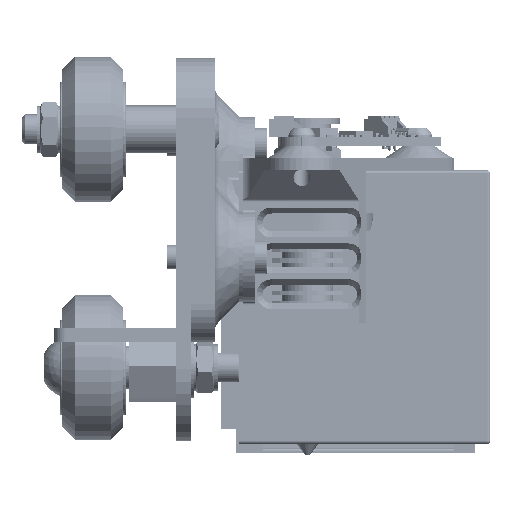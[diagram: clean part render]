
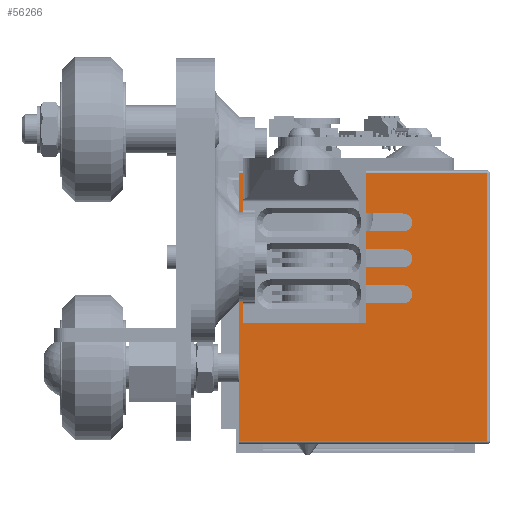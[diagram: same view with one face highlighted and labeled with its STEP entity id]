
A CAD part, left-side view. The second image highlights one B-rep face of the part: STEP entity #56266.
In plain terms, the highlighted face is planar.
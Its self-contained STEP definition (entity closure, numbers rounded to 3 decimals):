
#5203=FACE_BOUND('',#11111,.T.);
#5204=FACE_BOUND('',#11112,.T.);
#5205=FACE_BOUND('',#11113,.T.);
#5703=PLANE('',#60329);
#7890=FACE_OUTER_BOUND('',#11110,.T.);
#11110=EDGE_LOOP('',(#41742,#41743,#41744,#41745,#41746,#41747,#41748,#41749));
#11111=EDGE_LOOP('',(#41750,#41751,#41752,#41753));
#11112=EDGE_LOOP('',(#41754,#41755,#41756,#41757));
#11113=EDGE_LOOP('',(#41758,#41759,#41760,#41761));
#14758=LINE('',#81558,#20071);
#14760=LINE('',#81562,#20073);
#14766=LINE('',#81580,#20079);
#14780=LINE('',#81625,#20093);
#14807=LINE('',#81702,#20120);
#14832=LINE('',#81772,#20145);
#14833=LINE('',#81774,#20146);
#14834=LINE('',#81775,#20147);
#14835=LINE('',#81777,#20148);
#14836=LINE('',#81780,#20149);
#14837=LINE('',#81782,#20150);
#14838=LINE('',#81785,#20151);
#14839=LINE('',#81787,#20152);
#14840=LINE('',#81790,#20153);
#20071=VECTOR('',#66166,1000.);
#20073=VECTOR('',#66170,1000.);
#20079=VECTOR('',#66184,1000.);
#20093=VECTOR('',#66242,1000.);
#20120=VECTOR('',#66333,1000.);
#20145=VECTOR('',#66414,1000.);
#20146=VECTOR('',#66415,1000.);
#20147=VECTOR('',#66416,1000.);
#20148=VECTOR('',#66417,1000.);
#20149=VECTOR('',#66420,1000.);
#20150=VECTOR('',#66421,1000.);
#20151=VECTOR('',#66424,1000.);
#20152=VECTOR('',#66425,1000.);
#20153=VECTOR('',#66428,1000.);
#25307=CIRCLE('',#60149,1.5);
#25309=CIRCLE('',#60152,1.5);
#25311=CIRCLE('',#60155,1.5);
#25409=CIRCLE('',#60330,1.5);
#25410=CIRCLE('',#60331,1.5);
#25411=CIRCLE('',#60332,1.5);
#27248=VERTEX_POINT('',#81270);
#27249=VERTEX_POINT('',#81271);
#27252=VERTEX_POINT('',#81279);
#27253=VERTEX_POINT('',#81280);
#27256=VERTEX_POINT('',#81288);
#27257=VERTEX_POINT('',#81289);
#27368=VERTEX_POINT('',#81554);
#27369=VERTEX_POINT('',#81556);
#27370=VERTEX_POINT('',#81560);
#27377=VERTEX_POINT('',#81577);
#27378=VERTEX_POINT('',#81579);
#27387=VERTEX_POINT('',#81623);
#27422=VERTEX_POINT('',#81771);
#27423=VERTEX_POINT('',#81773);
#27424=VERTEX_POINT('',#81776);
#27425=VERTEX_POINT('',#81778);
#27426=VERTEX_POINT('',#81781);
#27427=VERTEX_POINT('',#81783);
#27428=VERTEX_POINT('',#81786);
#27429=VERTEX_POINT('',#81788);
#32684=EDGE_CURVE('',#27248,#27249,#25307,.T.);
#32688=EDGE_CURVE('',#27252,#27253,#25309,.T.);
#32692=EDGE_CURVE('',#27256,#27257,#25311,.T.);
#32826=EDGE_CURVE('',#27369,#27368,#14758,.T.);
#32828=EDGE_CURVE('',#27370,#27369,#14760,.T.);
#32838=EDGE_CURVE('',#27377,#27378,#14766,.T.);
#32861=EDGE_CURVE('',#27387,#27377,#14780,.T.);
#32900=EDGE_CURVE('',#27368,#27387,#14807,.T.);
#32935=EDGE_CURVE('',#27370,#27422,#14832,.T.);
#32936=EDGE_CURVE('',#27422,#27423,#14833,.T.);
#32937=EDGE_CURVE('',#27423,#27378,#14834,.T.);
#32938=EDGE_CURVE('',#27249,#27424,#14835,.T.);
#32939=EDGE_CURVE('',#27424,#27425,#25409,.T.);
#32940=EDGE_CURVE('',#27425,#27248,#14836,.T.);
#32941=EDGE_CURVE('',#27253,#27426,#14837,.T.);
#32942=EDGE_CURVE('',#27426,#27427,#25410,.T.);
#32943=EDGE_CURVE('',#27427,#27252,#14838,.T.);
#32944=EDGE_CURVE('',#27257,#27428,#14839,.T.);
#32945=EDGE_CURVE('',#27428,#27429,#25411,.T.);
#32946=EDGE_CURVE('',#27429,#27256,#14840,.T.);
#41742=ORIENTED_EDGE('',*,*,#32838,.F.);
#41743=ORIENTED_EDGE('',*,*,#32861,.F.);
#41744=ORIENTED_EDGE('',*,*,#32900,.F.);
#41745=ORIENTED_EDGE('',*,*,#32826,.F.);
#41746=ORIENTED_EDGE('',*,*,#32828,.F.);
#41747=ORIENTED_EDGE('',*,*,#32935,.T.);
#41748=ORIENTED_EDGE('',*,*,#32936,.T.);
#41749=ORIENTED_EDGE('',*,*,#32937,.T.);
#41750=ORIENTED_EDGE('',*,*,#32938,.T.);
#41751=ORIENTED_EDGE('',*,*,#32939,.T.);
#41752=ORIENTED_EDGE('',*,*,#32940,.T.);
#41753=ORIENTED_EDGE('',*,*,#32684,.T.);
#41754=ORIENTED_EDGE('',*,*,#32941,.T.);
#41755=ORIENTED_EDGE('',*,*,#32942,.T.);
#41756=ORIENTED_EDGE('',*,*,#32943,.T.);
#41757=ORIENTED_EDGE('',*,*,#32688,.T.);
#41758=ORIENTED_EDGE('',*,*,#32944,.T.);
#41759=ORIENTED_EDGE('',*,*,#32945,.T.);
#41760=ORIENTED_EDGE('',*,*,#32946,.T.);
#41761=ORIENTED_EDGE('',*,*,#32692,.T.);
#56266=ADVANCED_FACE('',(#7890,#5203,#5204,#5205),#5703,.T.);
#60149=AXIS2_PLACEMENT_3D('',#81272,#65906,#65907);
#60152=AXIS2_PLACEMENT_3D('',#81281,#65914,#65915);
#60155=AXIS2_PLACEMENT_3D('',#81290,#65922,#65923);
#60329=AXIS2_PLACEMENT_3D('',#81770,#66412,#66413);
#60330=AXIS2_PLACEMENT_3D('',#81779,#66418,#66419);
#60331=AXIS2_PLACEMENT_3D('',#81784,#66422,#66423);
#60332=AXIS2_PLACEMENT_3D('',#81789,#66426,#66427);
#65906=DIRECTION('center_axis',(-1.,0.,0.));
#65907=DIRECTION('ref_axis',(0.,0.,
1.));
#65914=DIRECTION('center_axis',(-1.,0.,0.));
#65915=DIRECTION('ref_axis',(0.,0.,
1.));
#65922=DIRECTION('center_axis',(-1.,0.,0.));
#65923=DIRECTION('ref_axis',(0.,0.,
1.));
#66166=DIRECTION('',(0.,0.,-1.));
#66170=DIRECTION('',(0.,1.,0.));
#66184=DIRECTION('',(0.,1.,0.));
#66242=DIRECTION('',(0.,0.,1.));
#66333=DIRECTION('',(0.,-1.,0.));
#66412=DIRECTION('center_axis',(1.,0.,0.));
#66413=DIRECTION('ref_axis',(0.,0.,
-1.));
#66414=DIRECTION('',(0.,0.,-1.));
#66415=DIRECTION('',(0.,-1.,0.));
#66416=DIRECTION('',(0.,0.,1.));
#66417=DIRECTION('',(0.,0.,-1.));
#66418=DIRECTION('center_axis',(-1.,0.,0.));
#66419=DIRECTION('ref_axis',(0.,0.,
1.));
#66420=DIRECTION('',(0.,0.,1.));
#66421=DIRECTION('',(0.,0.,-1.));
#66422=DIRECTION('center_axis',(-1.,0.,0.));
#66423=DIRECTION('ref_axis',(0.,0.,
1.));
#66424=DIRECTION('',(0.,0.,1.));
#66425=DIRECTION('',(0.,0.,-1.));
#66426=DIRECTION('center_axis',(-1.,0.,0.));
#66427=DIRECTION('ref_axis',(0.,0.,
1.));
#66428=DIRECTION('',(0.,0.,1.));
#81270=CARTESIAN_POINT('',(22.5,1.4,-8.5));
#81271=CARTESIAN_POINT('',(22.5,4.4,-8.5));
#81272=CARTESIAN_POINT('Origin',(22.5,2.9,-8.5));
#81279=CARTESIAN_POINT('',(22.5,7.4,-8.5));
#81280=CARTESIAN_POINT('',(22.5,10.4,-8.5));
#81281=CARTESIAN_POINT('Origin',(22.5,8.9,-8.5));
#81288=CARTESIAN_POINT('',(22.5,13.4,-8.5));
#81289=CARTESIAN_POINT('',(22.5,16.4,-8.5));
#81290=CARTESIAN_POINT('Origin',(22.5,14.9,-8.5));
#81554=CARTESIAN_POINT('',(22.5,23.1,-44.5));
#81556=CARTESIAN_POINT('',(22.5,23.1,-3.));
#81558=CARTESIAN_POINT('',(22.5,23.1,-45.));
#81560=CARTESIAN_POINT('',(22.5,16.6,-3.));
#81562=CARTESIAN_POINT('',(22.5,0.,-3.));
#81577=CARTESIAN_POINT('',(22.5,-21.6,-3.));
#81579=CARTESIAN_POINT('',(22.5,1.6,-3.));
#81580=CARTESIAN_POINT('',(22.5,0.,-3.));
#81623=CARTESIAN_POINT('',(22.5,-21.6,-44.5));
#81625=CARTESIAN_POINT('',(22.5,-21.6,-45.));
#81702=CARTESIAN_POINT('',(22.5,-23.6,-44.5));
#81770=CARTESIAN_POINT('Origin',(22.5,-23.6,-45.));
#81771=CARTESIAN_POINT('',(22.5,16.6,-3.8));
#81772=CARTESIAN_POINT('',(22.5,16.6,-45.));
#81773=CARTESIAN_POINT('',(22.5,1.6,-3.8));
#81774=CARTESIAN_POINT('',(22.5,-23.6,-3.8));
#81775=CARTESIAN_POINT('',(22.5,1.6,-45.));
#81776=CARTESIAN_POINT('',(22.5,4.4,-30.5));
#81777=CARTESIAN_POINT('',(22.5,4.4,-45.));
#81778=CARTESIAN_POINT('',(22.5,1.4,-30.5));
#81779=CARTESIAN_POINT('Origin',(22.5,2.9,-30.5));
#81780=CARTESIAN_POINT('',(22.5,1.4,-45.));
#81781=CARTESIAN_POINT('',(22.5,10.4,-30.5));
#81782=CARTESIAN_POINT('',(22.5,10.4,-45.));
#81783=CARTESIAN_POINT('',(22.5,7.4,-30.5));
#81784=CARTESIAN_POINT('Origin',(22.5,8.9,-30.5));
#81785=CARTESIAN_POINT('',(22.5,7.4,-45.));
#81786=CARTESIAN_POINT('',(22.5,16.4,-30.5));
#81787=CARTESIAN_POINT('',(22.5,16.4,-45.));
#81788=CARTESIAN_POINT('',(22.5,13.4,-30.5));
#81789=CARTESIAN_POINT('Origin',(22.5,14.9,-30.5));
#81790=CARTESIAN_POINT('',(22.5,13.4,-45.));
